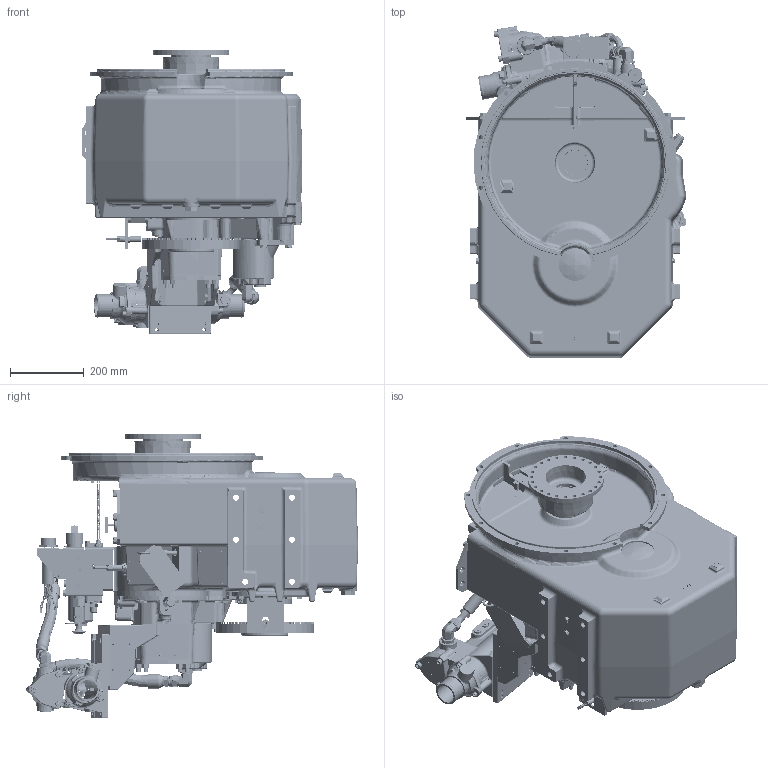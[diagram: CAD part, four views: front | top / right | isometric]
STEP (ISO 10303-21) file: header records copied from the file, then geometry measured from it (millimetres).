
FILE_DESCRIPTION (( 'STEP AP214' ), '1' );
FILE_NAME ('PX13298B.STEP', '2015-08-27T08:47:56', ( '' ), ( '' ), 'SwSTEP 2.0', 'SolidWorks 2010', '' );
FILE_SCHEMA (( 'AUTOMOTIVE_DESIGN' ));
Length unit declared in the file: millimetre
Products named in the file (1): PX13298B
Bounding box: 599.57 x 901.9 x 773.34 mm (x, y, z)
Surface area: 3967014.3 mm2 (no closed solid volume)
Topology: 0 solids, 822 shells, 6691 faces, 27518 edges, 20840 vertices
Faces by surface type: cylinder 2403, plane 2223, bspline 902, torus 572, cone 442, sphere 149
Entity records: 765503 total; most frequent: CARTESIAN_POINT 476475, DIRECTION 44072, ORIENTED_EDGE 39287, EDGE_CURVE 27395, VERTEX_POINT 20831, AXIS2_PLACEMENT_3D 16230, LINE 11612, VECTOR 11612
